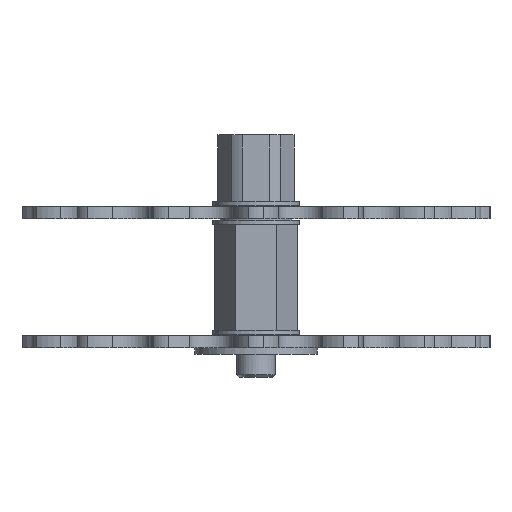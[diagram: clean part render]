
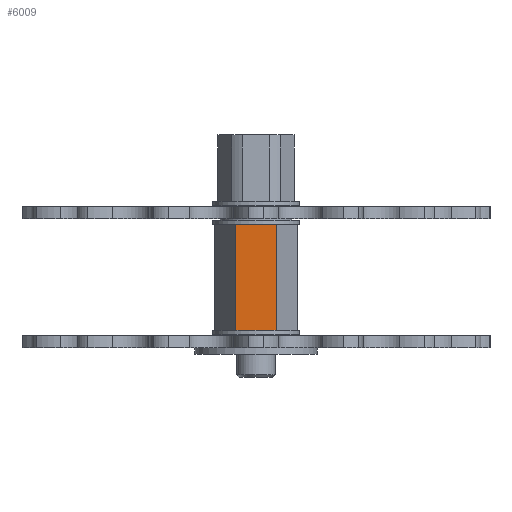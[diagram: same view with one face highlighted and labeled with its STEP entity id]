
A CAD part, front view. The second image highlights one B-rep face of the part: STEP entity #6009.
In plain terms, the highlighted planar face has unit normal (0, -1, 0).
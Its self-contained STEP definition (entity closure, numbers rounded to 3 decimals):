
#79=PLANE('',#6438);
#437=FACE_OUTER_BOUND('',#774,.T.);
#774=EDGE_LOOP('',(#4151,#4152,#4153,#4154));
#1174=LINE('',#9436,#1650);
#1176=LINE('',#9440,#1652);
#1177=LINE('',#9442,#1653);
#1178=LINE('',#9443,#1654);
#1650=VECTOR('',#7289,1000.);
#1652=VECTOR('',#7293,1000.);
#1653=VECTOR('',#7294,1000.);
#1654=VECTOR('',#7295,1000.);
#2586=VERTEX_POINT('',#9433);
#2587=VERTEX_POINT('',#9435);
#2588=VERTEX_POINT('',#9439);
#2589=VERTEX_POINT('',#9441);
#3209=EDGE_CURVE('',#2587,#2586,#1174,.T.);
#3211=EDGE_CURVE('',#2586,#2588,#1176,.T.);
#3212=EDGE_CURVE('',#2589,#2588,#1177,.T.);
#3213=EDGE_CURVE('',#2589,#2587,#1178,.T.);
#4151=ORIENTED_EDGE('',*,*,#3209,.T.);
#4152=ORIENTED_EDGE('',*,*,#3211,.T.);
#4153=ORIENTED_EDGE('',*,*,#3212,.F.);
#4154=ORIENTED_EDGE('',*,*,#3213,.T.);
#6009=ADVANCED_FACE('',(#437),#79,.T.);
#6438=AXIS2_PLACEMENT_3D('',#9438,#7291,#7292);
#7289=DIRECTION('',(0.,0.,1.));
#7291=DIRECTION('center_axis',(0.,-1.,0.));
#7292=DIRECTION('ref_axis',(0.,0.,-1.));
#7293=DIRECTION('',(-1.,0.,0.));
#7294=DIRECTION('',(0.,0.,1.));
#7295=DIRECTION('',(1.,0.,0.));
#9433=CARTESIAN_POINT('',(4.583,-7.938,-19.7));
#9435=CARTESIAN_POINT('',(4.583,-7.938,-43.2));
#9436=CARTESIAN_POINT('',(4.583,-7.938,-47.));
#9438=CARTESIAN_POINT('Origin',(-4.583,-7.938,-47.));
#9439=CARTESIAN_POINT('',(-4.583,-7.938,-19.7));
#9440=CARTESIAN_POINT('',(-4.583,-7.938,-19.7));
#9441=CARTESIAN_POINT('',(-4.583,-7.938,-43.2));
#9442=CARTESIAN_POINT('',(-4.583,-7.938,-47.));
#9443=CARTESIAN_POINT('',(-4.583,-7.938,-43.2));
